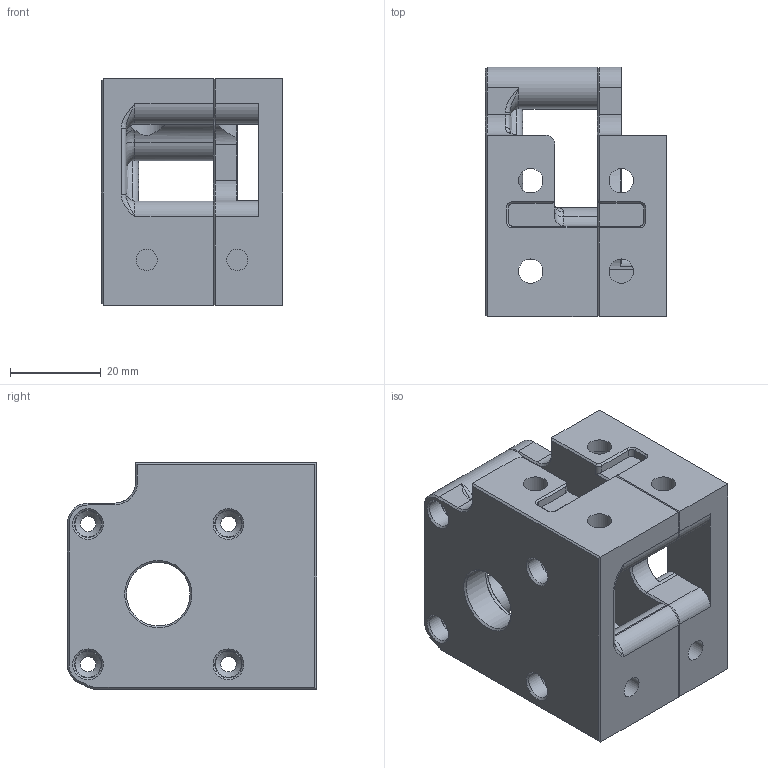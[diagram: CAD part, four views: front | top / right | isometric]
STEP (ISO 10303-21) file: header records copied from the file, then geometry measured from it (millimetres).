
FILE_DESCRIPTION(/* description */ (''),/* implementation_level */ '2;1');
FILE_NAME(/* name */ 'Y_motor_mount.step',/* time_stamp */ '2022-07-14T09:56:58-04:00',/* author */ (''),/* organization */ (''),/* preprocessor_version */ 'ST-DEVELOPER v19',/* originating_system */ 'Autodesk Translation Framework v11.7.0.108',/* authorisation */ '');
FILE_SCHEMA (('AUTOMOTIVE_DESIGN { 1 0 10303 214 3 1 1 }'));
Length unit declared in the file: millimetre
Products named in the file (3): Ender_SW; Y Axis Assembly; Y-Axis Motor Assembly
Assembly tree (2 placements, depth 3):
  Ender_SW
    Y Axis Assembly
      Y-Axis Motor Assembly
Bounding box: 40 x 55.1 x 50 mm (x, y, z)
Volume: 42225.8 mm3; surface area: 20546.1 mm2
Topology: 2 solids, 2 shells, 257 faces, 632 edges, 377 vertices
Faces by surface type: plane 93, cylinder 79, cone 42, bspline 26, torus 17
Full cylindrical faces by diameter (mm): 3.4 x8, 4.7 x2, 5.4 x4, 6 x4, 8.9 x2, 9.2 x4, 14.05 x1, 16.1 x1, 22.5 x1
Entity records: 9131 total; most frequent: CARTESIAN_POINT 2905, DIRECTION 1277, ORIENTED_EDGE 1246, EDGE_CURVE 623, AXIS2_PLACEMENT_3D 478, VERTEX_POINT 377, LINE 321, VECTOR 321
